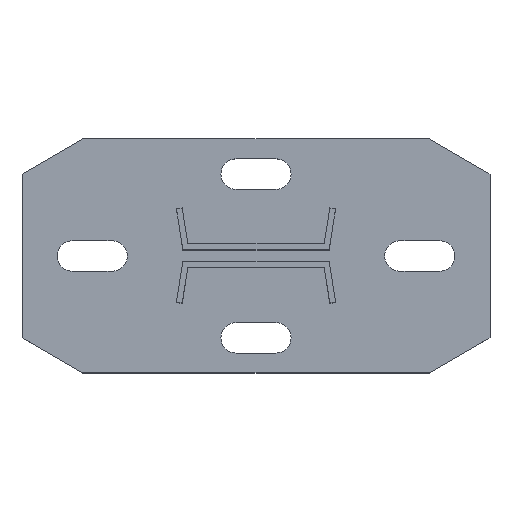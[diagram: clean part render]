
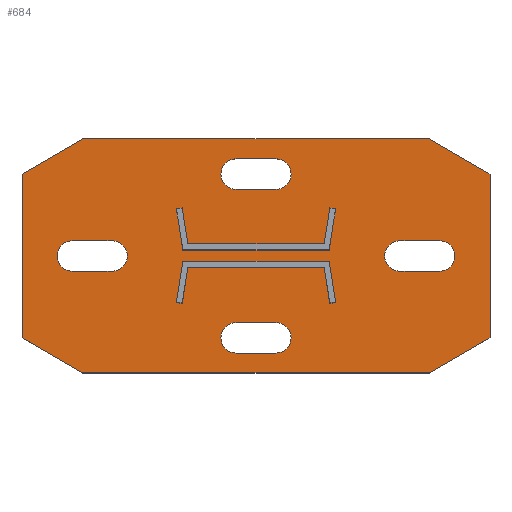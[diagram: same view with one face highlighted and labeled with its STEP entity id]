
A CAD part, top view. The second image highlights one B-rep face of the part: STEP entity #684.
In plain terms, the highlighted planar face has unit normal (0, 0, 1).
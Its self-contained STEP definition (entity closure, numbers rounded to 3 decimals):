
#101=DIRECTION('',(1.,0.,0.));
#102=VECTOR('',#101,148.038);
#103=CARTESIAN_POINT('',(-74.019,50.,0.));
#104=LINE('',#103,#102);
#109=DIRECTION('',(-0.866,0.5,0.));
#110=VECTOR('',#109,30.);
#111=CARTESIAN_POINT('',(100.,35.,0.));
#112=LINE('',#111,#110);
#113=DIRECTION('',(0.866,0.5,0.));
#114=VECTOR('',#113,30.);
#115=CARTESIAN_POINT('',(74.019,-50.,0.));
#116=LINE('',#115,#114);
#117=DIRECTION('',(0.866,-0.5,0.));
#118=VECTOR('',#117,30.);
#119=CARTESIAN_POINT('',(-100.,-35.,0.));
#120=LINE('',#119,#118);
#121=DIRECTION('',(-0.866,-0.5,0.));
#122=VECTOR('',#121,30.);
#123=CARTESIAN_POINT('',(-74.019,50.,0.));
#124=LINE('',#123,#122);
#125=DIRECTION('',(-1.,0.,0.));
#126=VECTOR('',#125,17.);
#127=CARTESIAN_POINT('',(78.5,-6.5,0.));
#128=LINE('',#127,#126);
#129=CARTESIAN_POINT('',(78.5,0.,0.));
#130=DIRECTION('',(0.,0.,-1.));
#131=DIRECTION('',(1.,0.,0.));
#132=AXIS2_PLACEMENT_3D('',#129,#130,#131);
#134=CARTESIAN_POINT('',(78.5,0.,0.));
#135=DIRECTION('',(0.,0.,-1.));
#136=DIRECTION('',(0.,1.,0.));
#137=AXIS2_PLACEMENT_3D('',#134,#135,#136);
#139=DIRECTION('',(1.,0.,0.));
#140=VECTOR('',#139,17.);
#141=CARTESIAN_POINT('',(61.5,6.5,0.));
#142=LINE('',#141,#140);
#143=CARTESIAN_POINT('',(61.5,0.,0.));
#144=DIRECTION('',(0.,0.,-1.));
#145=DIRECTION('',(0.,-1.,0.));
#146=AXIS2_PLACEMENT_3D('',#143,#144,#145);
#148=DIRECTION('',(1.,0.,0.));
#149=VECTOR('',#148,17.);
#150=CARTESIAN_POINT('',(-78.5,6.5,0.));
#151=LINE('',#150,#149);
#152=CARTESIAN_POINT('',(-78.5,0.,0.));
#153=DIRECTION('',(0.,0.,-1.));
#154=DIRECTION('',(-1.,0.,0.));
#155=AXIS2_PLACEMENT_3D('',#152,#153,#154);
#157=CARTESIAN_POINT('',(-78.5,0.,0.));
#158=DIRECTION('',(0.,0.,-1.));
#159=DIRECTION('',(0.,-1.,0.));
#160=AXIS2_PLACEMENT_3D('',#157,#158,#159);
#162=DIRECTION('',(-1.,0.,0.));
#163=VECTOR('',#162,17.);
#164=CARTESIAN_POINT('',(-61.5,-6.5,0.));
#165=LINE('',#164,#163);
#166=CARTESIAN_POINT('',(-61.5,0.,0.));
#167=DIRECTION('',(0.,0.,-1.));
#168=DIRECTION('',(1.,0.,0.));
#169=AXIS2_PLACEMENT_3D('',#166,#167,#168);
#171=CARTESIAN_POINT('',(-61.5,0.,0.));
#172=DIRECTION('',(0.,0.,-1.));
#173=DIRECTION('',(0.,1.,0.));
#174=AXIS2_PLACEMENT_3D('',#171,#172,#173);
#176=DIRECTION('',(-1.,0.,0.));
#177=VECTOR('',#176,17.);
#178=CARTESIAN_POINT('',(8.5,-41.5,0.));
#179=LINE('',#178,#177);
#180=CARTESIAN_POINT('',(8.5,-35.,0.));
#181=DIRECTION('',(0.,0.,-1.));
#182=DIRECTION('',(1.,0.,0.));
#183=AXIS2_PLACEMENT_3D('',#180,#181,#182);
#185=CARTESIAN_POINT('',(8.5,-35.,0.));
#186=DIRECTION('',(0.,0.,-1.));
#187=DIRECTION('',(0.,1.,0.));
#188=AXIS2_PLACEMENT_3D('',#185,#186,#187);
#190=DIRECTION('',(1.,0.,0.));
#191=VECTOR('',#190,17.);
#192=CARTESIAN_POINT('',(-8.5,-28.5,0.));
#193=LINE('',#192,#191);
#194=CARTESIAN_POINT('',(-8.5,-35.,0.));
#195=DIRECTION('',(0.,0.,-1.));
#196=DIRECTION('',(-1.,0.,0.));
#197=AXIS2_PLACEMENT_3D('',#194,#195,#196);
#199=CARTESIAN_POINT('',(-8.5,-35.,0.));
#200=DIRECTION('',(0.,0.,-1.));
#201=DIRECTION('',(0.,-1.,0.));
#202=AXIS2_PLACEMENT_3D('',#199,#200,#201);
#204=DIRECTION('',(-1.,0.,0.));
#205=VECTOR('',#204,17.);
#206=CARTESIAN_POINT('',(8.5,28.5,0.));
#207=LINE('',#206,#205);
#208=CARTESIAN_POINT('',(8.5,35.,0.));
#209=DIRECTION('',(0.,0.,-1.));
#210=DIRECTION('',(1.,0.,0.));
#211=AXIS2_PLACEMENT_3D('',#208,#209,#210);
#213=CARTESIAN_POINT('',(8.5,35.,0.));
#214=DIRECTION('',(0.,0.,-1.));
#215=DIRECTION('',(0.,1.,0.));
#216=AXIS2_PLACEMENT_3D('',#213,#214,#215);
#218=DIRECTION('',(1.,0.,0.));
#219=VECTOR('',#218,17.);
#220=CARTESIAN_POINT('',(-8.5,41.5,0.));
#221=LINE('',#220,#219);
#222=CARTESIAN_POINT('',(-8.5,35.,0.));
#223=DIRECTION('',(0.,0.,-1.));
#224=DIRECTION('',(-1.,0.,0.));
#225=AXIS2_PLACEMENT_3D('',#222,#223,#224);
#227=CARTESIAN_POINT('',(-8.5,35.,0.));
#228=DIRECTION('',(0.,0.,-1.));
#229=DIRECTION('',(0.,-1.,0.));
#230=AXIS2_PLACEMENT_3D('',#227,#228,#229);
#236=DIRECTION('',(0.,-1.,0.));
#237=VECTOR('',#236,70.);
#238=CARTESIAN_POINT('',(100.,35.,0.));
#239=LINE('',#238,#237);
#248=DIRECTION('',(-1.,0.,0.));
#249=VECTOR('',#248,148.038);
#250=CARTESIAN_POINT('',(74.019,-50.,0.));
#251=LINE('',#250,#249);
#260=DIRECTION('',(0.,1.,0.));
#261=VECTOR('',#260,70.);
#262=CARTESIAN_POINT('',(-100.,-35.,0.));
#263=LINE('',#262,#261);
#376=CARTESIAN_POINT('',(-100.,-35.,0.));
#377=CARTESIAN_POINT('',(-100.,35.,0.));
#378=VERTEX_POINT('',#376);
#379=VERTEX_POINT('',#377);
#384=CARTESIAN_POINT('',(-74.019,50.,0.));
#385=VERTEX_POINT('',#384);
#394=CARTESIAN_POINT('',(78.5,-6.5,0.));
#395=CARTESIAN_POINT('',(61.5,-6.5,0.));
#396=VERTEX_POINT('',#394);
#397=VERTEX_POINT('',#395);
#398=CARTESIAN_POINT('',(61.5,6.5,0.));
#399=VERTEX_POINT('',#398);
#400=CARTESIAN_POINT('',(78.5,6.5,0.));
#401=VERTEX_POINT('',#400);
#402=CARTESIAN_POINT('',(85.,0.,0.));
#403=VERTEX_POINT('',#402);
#404=CARTESIAN_POINT('',(-78.5,6.5,0.));
#405=CARTESIAN_POINT('',(-61.5,6.5,0.));
#406=VERTEX_POINT('',#404);
#407=VERTEX_POINT('',#405);
#408=CARTESIAN_POINT('',(-55.,0.,0.));
#409=CARTESIAN_POINT('',(-61.5,-6.5,0.));
#410=VERTEX_POINT('',#408);
#411=VERTEX_POINT('',#409);
#412=CARTESIAN_POINT('',(-78.5,-6.5,0.));
#413=VERTEX_POINT('',#412);
#414=CARTESIAN_POINT('',(-85.,0.,0.));
#415=VERTEX_POINT('',#414);
#416=CARTESIAN_POINT('',(8.5,-41.5,0.));
#417=CARTESIAN_POINT('',(-8.5,-41.5,0.));
#418=VERTEX_POINT('',#416);
#419=VERTEX_POINT('',#417);
#420=CARTESIAN_POINT('',(-15.,-35.,0.));
#421=CARTESIAN_POINT('',(-8.5,-28.5,0.));
#422=VERTEX_POINT('',#420);
#423=VERTEX_POINT('',#421);
#424=CARTESIAN_POINT('',(8.5,-28.5,0.));
#425=VERTEX_POINT('',#424);
#426=CARTESIAN_POINT('',(15.,-35.,0.));
#427=VERTEX_POINT('',#426);
#428=CARTESIAN_POINT('',(8.5,28.5,0.));
#429=CARTESIAN_POINT('',(-8.5,28.5,0.));
#430=VERTEX_POINT('',#428);
#431=VERTEX_POINT('',#429);
#446=CARTESIAN_POINT('',(15.,35.,0.));
#447=VERTEX_POINT('',#446);
#448=CARTESIAN_POINT('',(8.5,41.5,0.));
#449=VERTEX_POINT('',#448);
#450=CARTESIAN_POINT('',(74.019,50.,0.));
#451=VERTEX_POINT('',#450);
#474=CARTESIAN_POINT('',(100.,35.,0.));
#475=VERTEX_POINT('',#474);
#478=CARTESIAN_POINT('',(100.,-35.,0.));
#479=VERTEX_POINT('',#478);
#482=CARTESIAN_POINT('',(-15.,35.,0.));
#483=CARTESIAN_POINT('',(-8.5,41.5,0.));
#484=VERTEX_POINT('',#482);
#485=VERTEX_POINT('',#483);
#486=CARTESIAN_POINT('',(74.019,-50.,0.));
#487=VERTEX_POINT('',#486);
#490=CARTESIAN_POINT('',(-74.019,-50.,0.));
#491=VERTEX_POINT('',#490);
#610=CARTESIAN_POINT('',(100.,50.,0.));
#611=DIRECTION('',(0.,0.,-1.));
#612=DIRECTION('',(-1.,0.,0.));
#613=AXIS2_PLACEMENT_3D('',#610,#611,#612);
#614=PLANE('',#613);
#615=ORIENTED_EDGE('',*,*,#600,.T.);
#617=ORIENTED_EDGE('',*,*,#616,.F.);
#619=ORIENTED_EDGE('',*,*,#618,.T.);
#621=ORIENTED_EDGE('',*,*,#620,.F.);
#623=ORIENTED_EDGE('',*,*,#622,.T.);
#625=ORIENTED_EDGE('',*,*,#624,.F.);
#627=ORIENTED_EDGE('',*,*,#626,.T.);
#629=ORIENTED_EDGE('',*,*,#628,.F.);
#630=EDGE_LOOP('',(#615,#617,#619,#621,#623,#625,#627,#629));
#631=FACE_OUTER_BOUND('',#630,.F.);
#633=ORIENTED_EDGE('',*,*,#632,.F.);
#635=ORIENTED_EDGE('',*,*,#634,.F.);
#637=ORIENTED_EDGE('',*,*,#636,.F.);
#639=ORIENTED_EDGE('',*,*,#638,.F.);
#641=ORIENTED_EDGE('',*,*,#640,.F.);
#642=EDGE_LOOP('',(#633,#635,#637,#639,#641));
#643=FACE_BOUND('',#642,.F.);
#645=ORIENTED_EDGE('',*,*,#644,.F.);
#647=ORIENTED_EDGE('',*,*,#646,.F.);
#649=ORIENTED_EDGE('',*,*,#648,.F.);
#651=ORIENTED_EDGE('',*,*,#650,.F.);
#653=ORIENTED_EDGE('',*,*,#652,.F.);
#655=ORIENTED_EDGE('',*,*,#654,.F.);
#656=EDGE_LOOP('',(#645,#647,#649,#651,#653,#655));
#657=FACE_BOUND('',#656,.F.);
#659=ORIENTED_EDGE('',*,*,#658,.F.);
#661=ORIENTED_EDGE('',*,*,#660,.F.);
#663=ORIENTED_EDGE('',*,*,#662,.F.);
#665=ORIENTED_EDGE('',*,*,#664,.F.);
#667=ORIENTED_EDGE('',*,*,#666,.F.);
#669=ORIENTED_EDGE('',*,*,#668,.F.);
#670=EDGE_LOOP('',(#659,#661,#663,#665,#667,#669));
#671=FACE_BOUND('',#670,.F.);
#673=ORIENTED_EDGE('',*,*,#672,.F.);
#675=ORIENTED_EDGE('',*,*,#674,.F.);
#676=ORIENTED_EDGE('',*,*,#518,.F.);
#677=ORIENTED_EDGE('',*,*,#505,.F.);
#679=ORIENTED_EDGE('',*,*,#678,.F.);
#681=ORIENTED_EDGE('',*,*,#680,.F.);
#682=EDGE_LOOP('',(#673,#675,#676,#677,#679,#681));
#683=FACE_BOUND('',#682,.F.);
#684=ADVANCED_FACE('',(#631,#643,#657,#671,#683),#614,.F.);
#133=CIRCLE('',#132,6.5);
#138=CIRCLE('',#137,6.5);
#147=CIRCLE('',#146,6.5);
#156=CIRCLE('',#155,6.5);
#161=CIRCLE('',#160,6.5);
#170=CIRCLE('',#169,6.5);
#175=CIRCLE('',#174,6.5);
#184=CIRCLE('',#183,6.5);
#189=CIRCLE('',#188,6.5);
#198=CIRCLE('',#197,6.5);
#203=CIRCLE('',#202,6.5);
#212=CIRCLE('',#211,6.5);
#217=CIRCLE('',#216,6.5);
#226=CIRCLE('',#225,6.5);
#231=CIRCLE('',#230,6.5);
#505=EDGE_CURVE('',#485,#449,#221,.T.);
#518=EDGE_CURVE('',#449,#447,#217,.T.);
#600=EDGE_CURVE('',#385,#451,#104,.T.);
#616=EDGE_CURVE('',#475,#451,#112,.T.);
#618=EDGE_CURVE('',#475,#479,#239,.T.);
#620=EDGE_CURVE('',#487,#479,#116,.T.);
#622=EDGE_CURVE('',#487,#491,#251,.T.);
#624=EDGE_CURVE('',#378,#491,#120,.T.);
#626=EDGE_CURVE('',#378,#379,#263,.T.);
#628=EDGE_CURVE('',#385,#379,#124,.T.);
#632=EDGE_CURVE('',#396,#397,#128,.T.);
#634=EDGE_CURVE('',#403,#396,#133,.T.);
#636=EDGE_CURVE('',#401,#403,#138,.T.);
#638=EDGE_CURVE('',#399,#401,#142,.T.);
#640=EDGE_CURVE('',#397,#399,#147,.T.);
#644=EDGE_CURVE('',#406,#407,#151,.T.);
#646=EDGE_CURVE('',#415,#406,#156,.T.);
#648=EDGE_CURVE('',#413,#415,#161,.T.);
#650=EDGE_CURVE('',#411,#413,#165,.T.);
#652=EDGE_CURVE('',#410,#411,#170,.T.);
#654=EDGE_CURVE('',#407,#410,#175,.T.);
#658=EDGE_CURVE('',#418,#419,#179,.T.);
#660=EDGE_CURVE('',#427,#418,#184,.T.);
#662=EDGE_CURVE('',#425,#427,#189,.T.);
#664=EDGE_CURVE('',#423,#425,#193,.T.);
#666=EDGE_CURVE('',#422,#423,#198,.T.);
#668=EDGE_CURVE('',#419,#422,#203,.T.);
#672=EDGE_CURVE('',#430,#431,#207,.T.);
#674=EDGE_CURVE('',#447,#430,#212,.T.);
#678=EDGE_CURVE('',#484,#485,#226,.T.);
#680=EDGE_CURVE('',#431,#484,#231,.T.);
